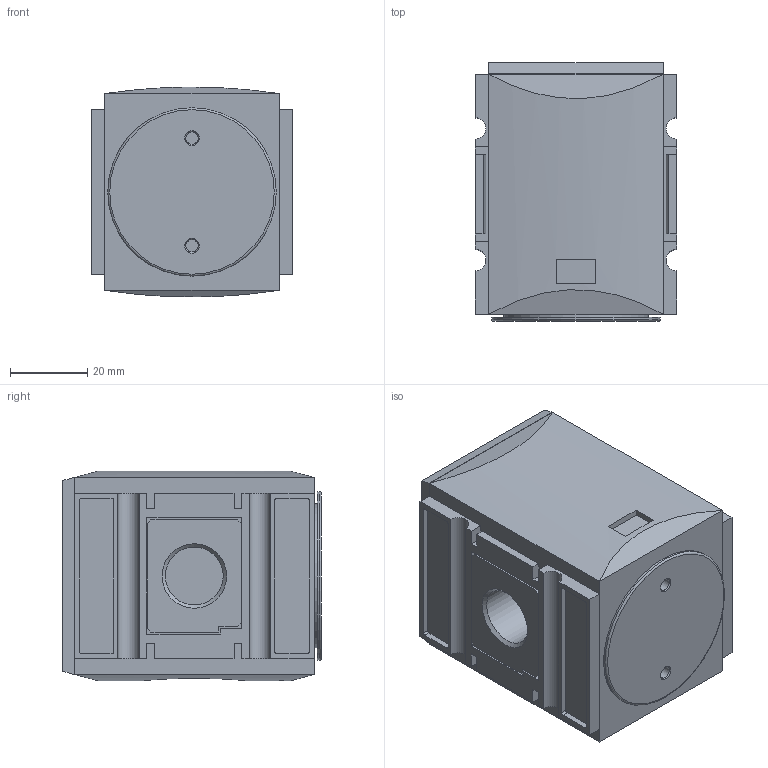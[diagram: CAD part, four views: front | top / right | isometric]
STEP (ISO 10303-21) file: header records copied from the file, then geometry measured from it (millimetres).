
FILE_DESCRIPTION( ( 'STEP AP214' ), ' ' );
FILE_NAME( '94031.DD00.stp', '2017-07-20T11:23:58', ( '' ), ( '' ), ' ', 'PARTsolutions', ' ' );
FILE_SCHEMA( ( 'AUTOMOTIVE_DESIGN { 1 0 10303 214 1 1 1 1 }' ) );
Length unit declared in the file: millimetre
Products named in the file (1): _94031.DD00
Bounding box: 52 x 66.8 x 54.18 mm (x, y, z)
Volume: 162802.9 mm3; surface area: 24640.6 mm2
Topology: 1 solids, 2 shells, 198 faces, 490 edges, 322 vertices
Faces by surface type: plane 150, cylinder 36, cone 10, torus 2
Full cylindrical faces by diameter (mm): 3.2 x2, 4.134 x2, 11.445 x1, 14.95 x2, 16.5 x1, 16.8 x1, 18 x1, 22.6 x1, 28 x1, 37.2 x1, 43.5 x1
Entity records: 7287 total; most frequent: CARTESIAN_POINT 1061, DIRECTION 938, ORIENTED_EDGE 908, EDGE_CURVE 454, LINE 366, VECTOR 366, VERTEX_POINT 314, AXIS2_PLACEMENT_3D 286
